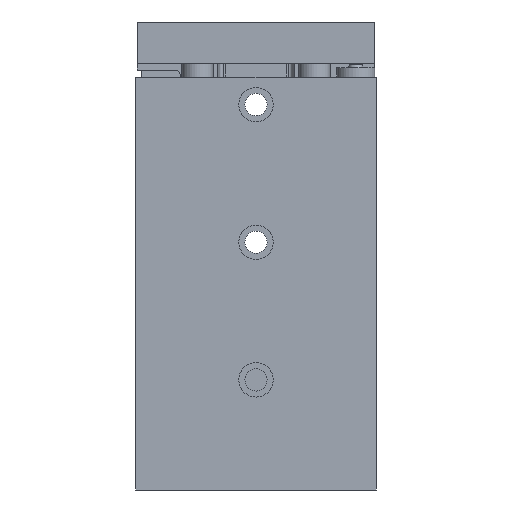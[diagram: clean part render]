
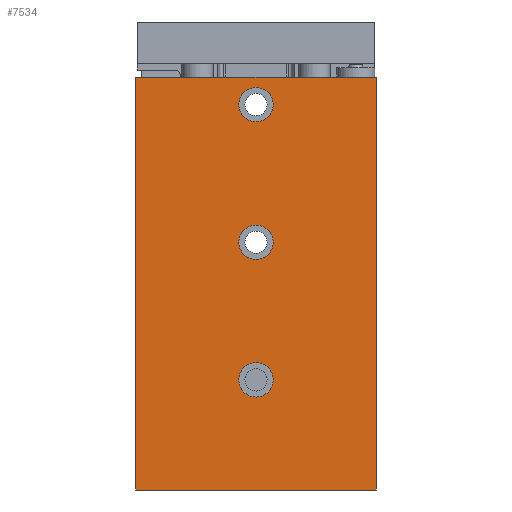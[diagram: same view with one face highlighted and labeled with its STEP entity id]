
A CAD part, front view. The second image highlights one B-rep face of the part: STEP entity #7534.
In plain terms, the highlighted planar face has unit normal (0, -1, 0).
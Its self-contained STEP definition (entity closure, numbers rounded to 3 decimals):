
#312=CIRCLE('',#7990,2.5);
#313=CIRCLE('',#7991,2.5);
#314=CIRCLE('',#7992,2.5);
#844=ORIENTED_EDGE('',*,*,#2623,.F.);
#845=ORIENTED_EDGE('',*,*,#2624,.F.);
#846=ORIENTED_EDGE('',*,*,#2625,.F.);
#847=ORIENTED_EDGE('',*,*,#2593,.F.);
#848=ORIENTED_EDGE('',*,*,#2622,.F.);
#849=ORIENTED_EDGE('',*,*,#2540,.T.);
#850=ORIENTED_EDGE('',*,*,#2626,.T.);
#2540=EDGE_CURVE('',#3434,#3433,#4081,.T.);
#2593=EDGE_CURVE('',#3485,#3486,#4103,.T.);
#2622=EDGE_CURVE('',#3434,#3485,#4126,.T.);
#2623=EDGE_CURVE('',#3507,#3507,#312,.T.);
#2624=EDGE_CURVE('',#3508,#3508,#313,.T.);
#2625=EDGE_CURVE('',#3509,#3509,#314,.T.);
#2626=EDGE_CURVE('',#3433,#3486,#4127,.T.);
#3433=VERTEX_POINT('',#11001);
#3434=VERTEX_POINT('',#11003);
#3485=VERTEX_POINT('',#11107);
#3486=VERTEX_POINT('',#11109);
#3507=VERTEX_POINT('',#11174);
#3508=VERTEX_POINT('',#11176);
#3509=VERTEX_POINT('',#11178);
#4081=LINE('',#11002,#4526);
#4103=LINE('',#11108,#4548);
#4126=LINE('',#11171,#4571);
#4127=LINE('',#11179,#4572);
#4526=VECTOR('',#8833,1000.);
#4548=VECTOR('',#8919,1000.);
#4571=VECTOR('',#8964,1000.);
#4572=VECTOR('',#8973,1000.);
#4962=EDGE_LOOP('',(#844));
#4963=EDGE_LOOP('',(#845));
#4964=EDGE_LOOP('',(#846));
#4965=EDGE_LOOP('',(#847,#848,#849,#850));
#5537=FACE_BOUND('',#4962,.T.);
#5538=FACE_BOUND('',#4963,.T.);
#5539=FACE_BOUND('',#4964,.T.);
#5540=FACE_BOUND('',#4965,.T.);
#6106=PLANE('',#7989);
#7534=ADVANCED_FACE('',(#5537,#5538,#5539,#5540),#6106,.T.);
#7989=AXIS2_PLACEMENT_3D('',#11172,#8965,#8966);
#7990=AXIS2_PLACEMENT_3D('',#11173,#8967,#8968);
#7991=AXIS2_PLACEMENT_3D('',#11175,#8969,#8970);
#7992=AXIS2_PLACEMENT_3D('',#11177,#8971,#8972);
#8833=DIRECTION('',(1.,0.,0.));
#8919=DIRECTION('',(1.,0.,0.));
#8964=DIRECTION('',(0.,0.,1.));
#8965=DIRECTION('',(0.,-1.,0.));
#8966=DIRECTION('',(0.,0.,-1.));
#8967=DIRECTION('',(0.,-1.,0.));
#8968=DIRECTION('',(0.,0.,-1.));
#8969=DIRECTION('',(0.,-1.,0.));
#8970=DIRECTION('',(0.,0.,-1.));
#8971=DIRECTION('',(0.,-1.,0.));
#8972=DIRECTION('',(0.,0.,-1.));
#8973=DIRECTION('',(0.,0.,1.));
#11001=CARTESIAN_POINT('',(17.5,0.,-60.));
#11002=CARTESIAN_POINT('',(-17.5,0.,-60.));
#11003=CARTESIAN_POINT('',(-17.5,0.,-60.));
#11107=CARTESIAN_POINT('',(-17.5,0.,0.));
#11108=CARTESIAN_POINT('',(-17.5,0.,0.));
#11109=CARTESIAN_POINT('',(17.5,0.,0.));
#11171=CARTESIAN_POINT('',(-17.5,0.,-60.));
#11172=CARTESIAN_POINT('',(-17.5,0.,-60.));
#11173=CARTESIAN_POINT('',(0.,0.,-24.));
#11174=CARTESIAN_POINT('',(0.,0.,-26.5));
#11175=CARTESIAN_POINT('',(0.,0.,-44.));
#11176=CARTESIAN_POINT('',(0.,0.,-46.5));
#11177=CARTESIAN_POINT('',(0.,0.,-4.));
#11178=CARTESIAN_POINT('',(0.,0.,-6.5));
#11179=CARTESIAN_POINT('',(17.5,0.,-60.));
